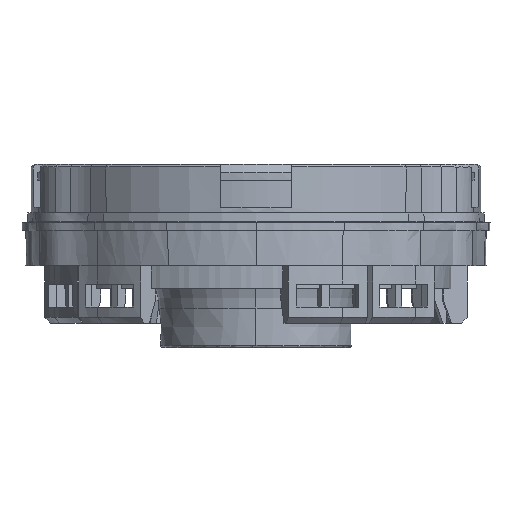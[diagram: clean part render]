
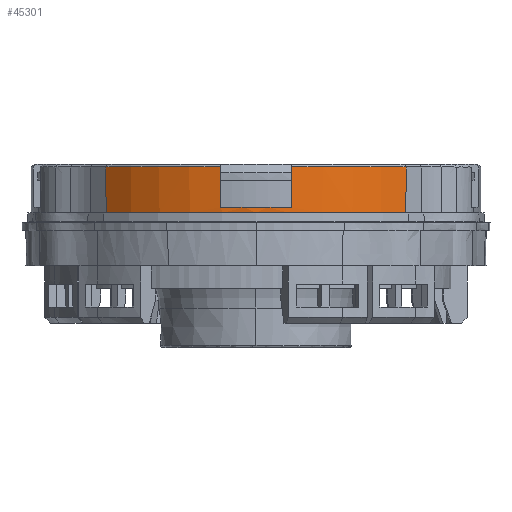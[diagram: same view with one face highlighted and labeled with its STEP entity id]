
A CAD part, front view. The second image highlights one B-rep face of the part: STEP entity #45301.
In plain terms, the highlighted cylindrical face has radius 36.727 mm (diameter 73.454 mm), a partial arc.
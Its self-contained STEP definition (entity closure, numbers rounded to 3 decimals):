
#30067=DIRECTION('',(0.,0.,1.));
#30068=VECTOR('',#30067,7.004);
#30069=CARTESIAN_POINT('',(-6.2,-36.159,-154.17));
#30070=LINE('',#30069,#30068);
#30104=CARTESIAN_POINT('',(0.,0.04,-154.17));
#30105=DIRECTION('',(0.,0.,-1.));
#30106=DIRECTION('',(0.169,-0.986,0.));
#30107=AXIS2_PLACEMENT_3D('',#30104,#30105,#30106);
#30159=DIRECTION('',(0.,0.,-1.));
#30160=VECTOR('',#30159,7.004);
#30161=CARTESIAN_POINT('',(6.2,-36.157,
-147.166));
#30162=LINE('',#30161,#30160);
#30175=CARTESIAN_POINT('',(0.001,0.042,
-147.163));
#30176=DIRECTION('',(0.,0.,-1.));
#30177=DIRECTION('',(0.712,-0.703,0.));
#30178=AXIS2_PLACEMENT_3D('',#30175,#30176,#30177);
#30276=CARTESIAN_POINT('',(26.102,-25.796,-155.17));
#30277=CARTESIAN_POINT('',(26.106,-25.792,
-154.595));
#30278=CARTESIAN_POINT('',(26.119,-25.78,
-153.58));
#30279=CARTESIAN_POINT('',(26.118,-25.78,
-152.685));
#30280=CARTESIAN_POINT('',(26.124,-25.775,
-151.732));
#30281=CARTESIAN_POINT('',(26.127,-25.771,
-151.053));
#30282=CARTESIAN_POINT('',(26.13,-25.768,
-149.699));
#30283=CARTESIAN_POINT('',(26.131,-25.767,
-149.166));
#30284=CARTESIAN_POINT('',(26.132,-25.767,
-148.4));
#30285=CARTESIAN_POINT('',(26.131,-25.765,
-147.618));
#30286=CARTESIAN_POINT('',(26.132,-25.764,
-147.167));
#30527=CARTESIAN_POINT('',(0.,0.04,-155.17));
#30528=DIRECTION('',(0.,0.,1.));
#30529=DIRECTION('',(-0.711,-0.703,0.));
#30530=AXIS2_PLACEMENT_3D('',#30527,#30528,#30529);
#41170=CARTESIAN_POINT('',(0.,0.043,
-147.164));
#41171=DIRECTION('',(0.,0.,-1.));
#41172=DIRECTION('',(-0.169,-0.986,0.));
#41173=AXIS2_PLACEMENT_3D('',#41170,#41171,#41172);
#41189=DIRECTION('',(0.002,-0.002,-1.));
#41190=VECTOR('',#41189,8.003);
#41191=CARTESIAN_POINT('',(-26.13,-25.765,
-147.167));
#41192=LINE('',#41191,#41190);
#42148=CARTESIAN_POINT('',(-6.2,-36.159,-154.17));
#42149=CARTESIAN_POINT('',(-6.2,-36.157,
-147.166));
#42150=VERTEX_POINT('',#42148);
#42151=VERTEX_POINT('',#42149);
#42159=CARTESIAN_POINT('',(6.2,-36.159,-154.17));
#42160=VERTEX_POINT('',#42159);
#42161=CARTESIAN_POINT('',(6.2,-36.157,
-147.166));
#42162=VERTEX_POINT('',#42161);
#42163=CARTESIAN_POINT('',(26.13,-25.762,
-147.165));
#42164=VERTEX_POINT('',#42163);
#42165=VERTEX_POINT('',#30276);
#42166=CARTESIAN_POINT('',(-26.104,-25.794,-155.17));
#42167=VERTEX_POINT('',#42166);
#42168=CARTESIAN_POINT('',(-26.13,-25.765,
-147.167));
#42169=VERTEX_POINT('',#42168);
#45279=CARTESIAN_POINT('',(0.,0.04,-165.07));
#45280=DIRECTION('',(0.,0.,-1.));
#45281=DIRECTION('',(0.723,-0.691,0.));
#45282=AXIS2_PLACEMENT_3D('',#45279,#45280,#45281);
#45283=CYLINDRICAL_SURFACE('',#45282,36.727);
#45285=ORIENTED_EDGE('',*,*,#45284,.F.);
#45287=ORIENTED_EDGE('',*,*,#45286,.F.);
#45289=ORIENTED_EDGE('',*,*,#45288,.F.);
#45291=ORIENTED_EDGE('',*,*,#45290,.F.);
#45293=ORIENTED_EDGE('',*,*,#45292,.F.);
#45295=ORIENTED_EDGE('',*,*,#45294,.F.);
#45297=ORIENTED_EDGE('',*,*,#45296,.F.);
#45298=ORIENTED_EDGE('',*,*,#45261,.F.);
#45299=EDGE_LOOP('',(#45285,#45287,#45289,#45291,#45293,#45295,#45297,#45298));
#45300=FACE_OUTER_BOUND('',#45299,.F.);
#45301=ADVANCED_FACE('',(#45300),#45283,.T.);
#30108=CIRCLE('',#30107,36.727);
#30179=CIRCLE('',#30178,36.724);
#30287=B_SPLINE_CURVE_WITH_KNOTS('',3,(#30276,#30277,#30278,#30279,#30280,
#30281,#30282,#30283,#30284,#30285,#30286),.UNSPECIFIED.,.F.,.F.,(4,1,1,1,1,1,1,
1,4),(0.,0.125,0.25,0.375,0.5,0.625,0.75,0.875,1.),
.UNSPECIFIED.);
#30531=CIRCLE('',#30530,36.727);
#41174=CIRCLE('',#41173,36.725);
#45261=EDGE_CURVE('',#42150,#42151,#30070,.T.);
#45284=EDGE_CURVE('',#42160,#42150,#30108,.T.);
#45286=EDGE_CURVE('',#42162,#42160,#30162,.T.);
#45288=EDGE_CURVE('',#42164,#42162,#30179,.T.);
#45290=EDGE_CURVE('',#42165,#42164,#30287,.T.);
#45292=EDGE_CURVE('',#42167,#42165,#30531,.T.);
#45294=EDGE_CURVE('',#42169,#42167,#41192,.T.);
#45296=EDGE_CURVE('',#42151,#42169,#41174,.T.);
